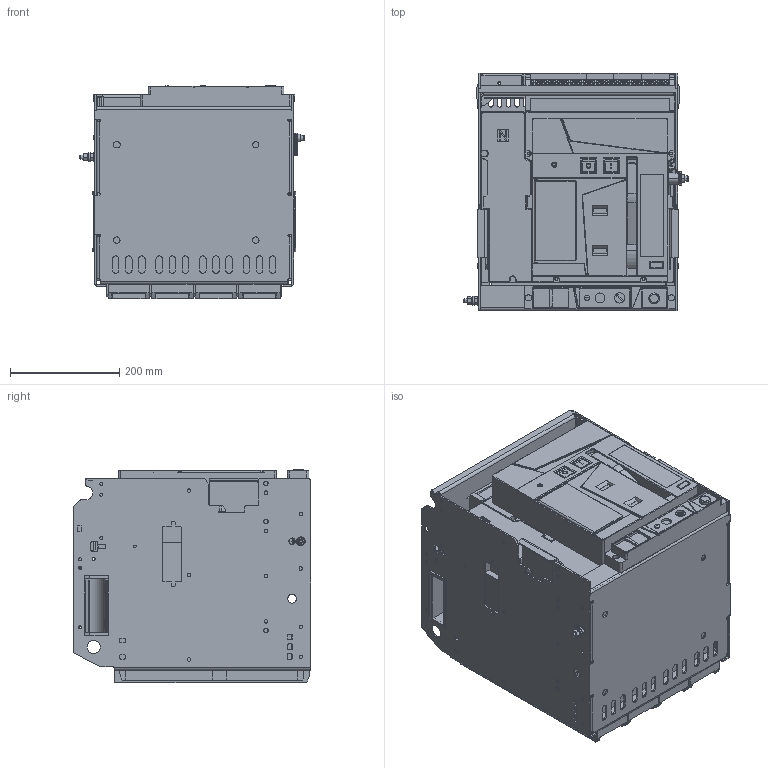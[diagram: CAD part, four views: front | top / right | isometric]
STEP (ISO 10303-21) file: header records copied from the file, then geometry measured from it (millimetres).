
FILE_DESCRIPTION (( 'STEP AP203' ), '1' );
FILE_NAME ('AR-ACB-4V(A,B) ACB ARMAT IEK.stp', '2023-11-30T09:22:16', ( '' ), ( '' ), 'SwSTEP 2.0', 'SolidWorks 2022', '' );
FILE_SCHEMA (( 'CONFIG_CONTROL_DESIGN' ));
Length unit declared in the file: millimetre
Products named in the file (2): AR-ACB-4V(A,B) ACB ARMAT IEK; AR-ACB-4V(A,B) ACB ARMAT IEK.stp
Assembly tree (1 placements, depth 2):
  AR-ACB-4V(A,B) ACB ARMAT IEK
    AR-ACB-4V(A,B) ACB ARMAT IEK.stp
Bounding box: 411.9 x 435.3 x 392.5 mm (x, y, z)
Volume: 41929671.2 mm3; surface area: 2598628.8 mm2
Topology: 10 solids, 44 shells, 4500 faces, 11645 edges, 7471 vertices
Faces by surface type: plane 2468, cylinder 1594, cone 326, torus 55, sphere 46, bspline 11
Entity records: 138324 total; most frequent: CARTESIAN_POINT 25299, DIRECTION 23863, ORIENTED_EDGE 23212, EDGE_CURVE 11606, AXIS2_PLACEMENT_3D 7984, LINE 7895, VECTOR 7895, VERTEX_POINT 7470
